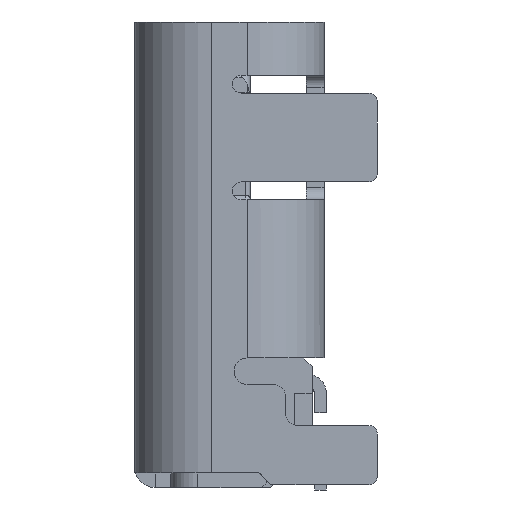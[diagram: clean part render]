
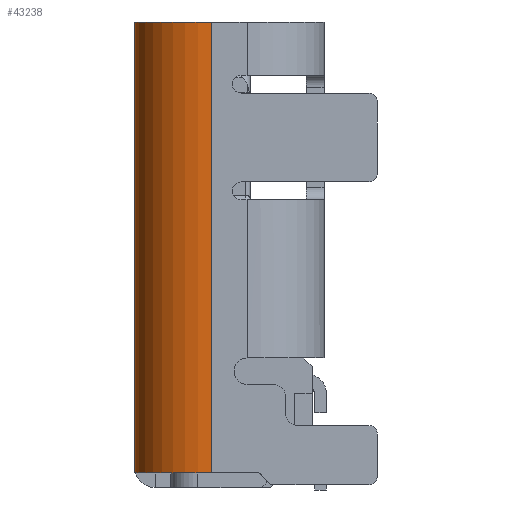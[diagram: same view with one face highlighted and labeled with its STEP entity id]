
A CAD part, left-side view. The second image highlights one B-rep face of the part: STEP entity #43238.
In plain terms, the highlighted cylindrical face has radius 1.3 mm (diameter 2.6 mm), a partial arc.
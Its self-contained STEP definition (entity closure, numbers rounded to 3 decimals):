
#1656 = VERTEX_POINT ( 'NONE', #12905 ) ;
#5247 = VERTEX_POINT ( 'NONE', #16635 ) ;
#5642 = CARTESIAN_POINT ( 'NONE',  ( -3.17, 1.9, 3.905 ) ) ;
#6744 = ORIENTED_EDGE ( 'NONE', *, *, #13940, .T. ) ;
#7705 = EDGE_CURVE ( 'NONE', #29776, #1656, #29343, .T. ) ;
#11060 = EDGE_CURVE ( 'NONE', #1656, #5247, #12223, .T. ) ;
#12223 = LINE ( 'NONE', #26998, #34781 ) ;
#12854 = CARTESIAN_POINT ( 'NONE',  ( -3.17, 3.2, 3.905 ) ) ;
#12905 = CARTESIAN_POINT ( 'NONE',  ( -4.47, 1.9, 3.905 ) ) ;
#13940 = EDGE_CURVE ( 'NONE', #45917, #5247, #33555, .T. ) ;
#16635 = CARTESIAN_POINT ( 'NONE',  ( -4.47, 1.9, -3.705 ) ) ;
#17239 = VECTOR ( 'NONE', #29650, 1000. ) ;
#17434 = DIRECTION ( 'NONE',  ( 1., 0., 0. ) ) ;
#17704 = DIRECTION ( 'NONE',  ( 0., 0., -1. ) ) ;
#17716 = CARTESIAN_POINT ( 'NONE',  ( -3.17, 3.2, 3.905 ) ) ;
#18092 = EDGE_LOOP ( 'NONE', ( #32745, #6744, #36155, #25957 ) ) ;
#19321 = DIRECTION ( 'NONE',  ( 0., 0., -1. ) ) ;
#20979 = AXIS2_PLACEMENT_3D ( 'NONE', #5642, #36842, #17434 ) ;
#25957 = ORIENTED_EDGE ( 'NONE', *, *, #7705, .F. ) ;
#26998 = CARTESIAN_POINT ( 'NONE',  ( -4.47, 1.9, 3.905 ) ) ;
#27352 = DIRECTION ( 'NONE',  ( 0., 0., 1. ) ) ;
#29343 = CIRCLE ( 'NONE', #20979, 1.3 ) ;
#29650 = DIRECTION ( 'NONE',  ( 0., 0., -1. ) ) ;
#29776 = VERTEX_POINT ( 'NONE', #12854 ) ;
#32745 = ORIENTED_EDGE ( 'NONE', *, *, #40021, .T. ) ;
#32864 = CARTESIAN_POINT ( 'NONE',  ( -3.17, 1.9, 3.905 ) ) ;
#33555 = CIRCLE ( 'NONE', #49905, 1.3 ) ;
#33700 = LINE ( 'NONE', #17716, #17239 ) ;
#34681 = AXIS2_PLACEMENT_3D ( 'NONE', #32864, #17704, #36940 ) ;
#34781 = VECTOR ( 'NONE', #19321, 1000. ) ;
#34837 = FACE_OUTER_BOUND ( 'NONE', #18092, .T. ) ;
#36155 = ORIENTED_EDGE ( 'NONE', *, *, #11060, .F. ) ;
#36842 = DIRECTION ( 'NONE',  ( 0., 0., 1. ) ) ;
#36940 = DIRECTION ( 'NONE',  ( -1., 0., 0. ) ) ;
#37894 = CYLINDRICAL_SURFACE ( 'NONE', #34681, 1.3 ) ;
#38890 = CARTESIAN_POINT ( 'NONE',  ( -3.17, 1.9, -3.705 ) ) ;
#39237 = DIRECTION ( 'NONE',  ( 1., 0., 0. ) ) ;
#40021 = EDGE_CURVE ( 'NONE', #29776, #45917, #33700, .T. ) ;
#43238 = ADVANCED_FACE ( 'NONE', ( #34837 ), #37894, .T. ) ;
#45917 = VERTEX_POINT ( 'NONE', #46453 ) ;
#46453 = CARTESIAN_POINT ( 'NONE',  ( -3.17, 3.2, -3.705 ) ) ;
#49905 = AXIS2_PLACEMENT_3D ( 'NONE', #38890, #27352, #39237 ) ;
